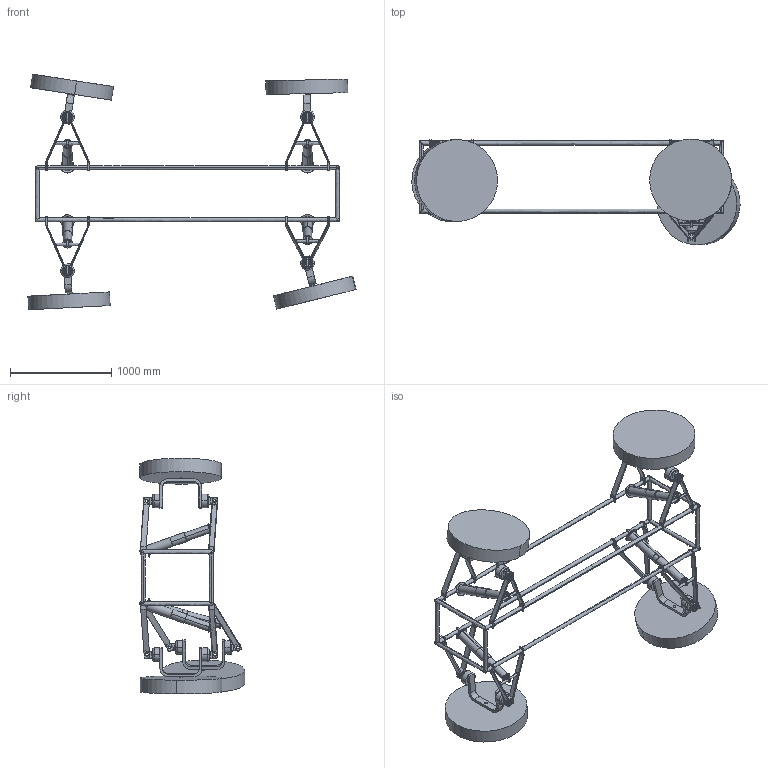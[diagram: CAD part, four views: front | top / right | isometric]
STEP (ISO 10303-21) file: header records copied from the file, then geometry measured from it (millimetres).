
FILE_DESCRIPTION(('FreeCAD Model'),'2;1');
FILE_NAME('Open CASCADE Shape Model','2025-05-04T20:24:57',('FreeCAD'),( 'FreeCAD'),'Open CASCADE STEP processor 7.6','FreeCAD','Unknown');
FILE_SCHEMA(('AUTOMOTIVE_DESIGN { 1 0 10303 214 1 1 1 1 }'));
Products named in the file (1): Open CASCADE STEP translator 7.6 1
Bounding box: 3235.61 x 1039.51 x 2323.02 mm (x, y, z)
Volume: 323052248.2 mm3; surface area: 12129986.1 mm2
Topology: 33 solids, 33 shells, 1075 faces, 2603 edges, 1580 vertices
Faces by surface type: bspline 1075
Entity records: 32995 total; most frequent: CARTESIAN_POINT 18441, ORIENTED_EDGE 5134, EDGE_CURVE 2567, VERTEX_POINT 1580, B_SPLINE_CURVE_WITH_KNOTS 1295, FACE_BOUND 1227, EDGE_LOOP 1227, ADVANCED_FACE 1075
